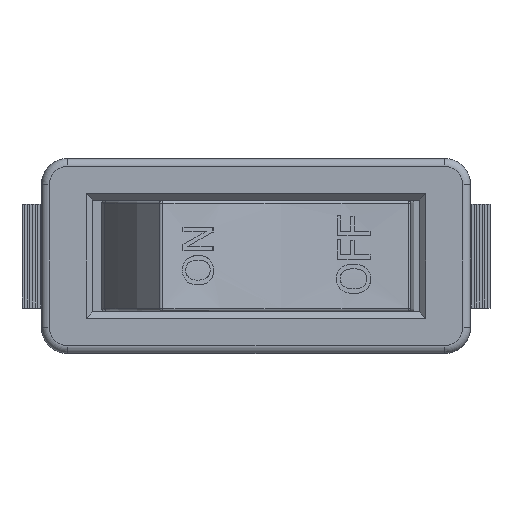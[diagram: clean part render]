
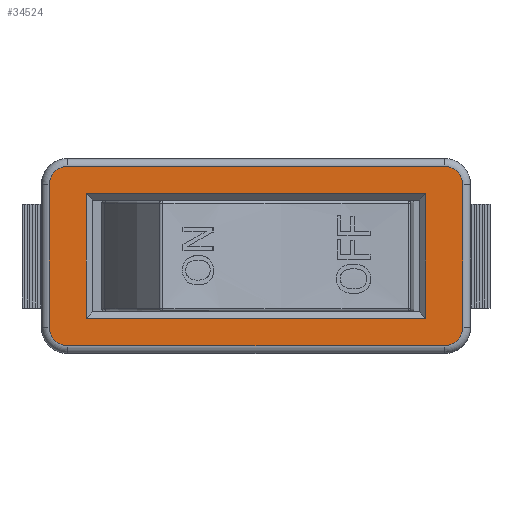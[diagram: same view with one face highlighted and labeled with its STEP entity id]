
A CAD part, top view. The second image highlights one B-rep face of the part: STEP entity #34524.
In plain terms, the highlighted planar face has unit normal (0, 0, 1).
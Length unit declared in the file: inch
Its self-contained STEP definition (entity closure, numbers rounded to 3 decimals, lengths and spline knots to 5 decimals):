
#34276=CARTESIAN_POINT('',(-0.51378,-0.18898,0.74803));
#34277=VERTEX_POINT('',#34276);
#34284=CARTESIAN_POINT('',(0.51378,-0.18898,0.74803));
#34285=VERTEX_POINT('',#34284);
#34286=CARTESIAN_POINT('',(-0.51378,-0.18898,0.74803));
#34287=DIRECTION('',(1.0,0.0,0.0));
#34288=VECTOR('',#34287,1.02756);
#34289=LINE('',#34286,#34288);
#34290=EDGE_CURVE('',#34277,#34285,#34289,.T.);
#34314=CARTESIAN_POINT('',(-0.51378,0.18898,0.74803));
#34315=VERTEX_POINT('',#34314);
#34322=CARTESIAN_POINT('',(-0.51378,0.18898,0.74803));
#34323=DIRECTION('',(0.0,-1.0,0.0));
#34324=VECTOR('',#34323,0.37795);
#34325=LINE('',#34322,#34324);
#34326=EDGE_CURVE('',#34315,#34277,#34325,.T.);
#34345=CARTESIAN_POINT('',(0.51378,0.18898,0.74803));
#34346=VERTEX_POINT('',#34345);
#34353=CARTESIAN_POINT('',(0.51378,0.18898,0.74803));
#34354=DIRECTION('',(-1.0,0.0,0.0));
#34355=VECTOR('',#34354,1.02756);
#34356=LINE('',#34353,#34355);
#34357=EDGE_CURVE('',#34346,#34315,#34356,.T.);
#34375=CARTESIAN_POINT('',(0.51378,-0.18898,0.74803));
#34376=DIRECTION('',(0.0,1.0,0.0));
#34377=VECTOR('',#34376,0.37795);
#34378=LINE('',#34375,#34377);
#34379=EDGE_CURVE('',#34285,#34346,#34378,.T.);
#34443=CARTESIAN_POINT('',(-0.68858,-0.29882,0.74803));
#34444=DIRECTION('',(0.0,0.0,1.0));
#34445=DIRECTION('',(1.0,0.0,0.0));
#34446=AXIS2_PLACEMENT_3D('',#34443,#34444,#34445);
#34447=PLANE('',#34446);
#34448=CARTESIAN_POINT('',(-0.62598,-0.21654,0.74803));
#34449=VERTEX_POINT('',#34448);
#34450=CARTESIAN_POINT('',(-0.62598,0.21654,0.74803));
#34451=VERTEX_POINT('',#34450);
#34452=CARTESIAN_POINT('',(-0.62598,-0.21654,0.74803));
#34453=DIRECTION('',(0.0,1.0,0.0));
#34454=VECTOR('',#34453,0.43307);
#34455=LINE('',#34452,#34454);
#34456=EDGE_CURVE('',#34449,#34451,#34455,.T.);
#34457=ORIENTED_EDGE('',*,*,#34456,.F.);
#34458=CARTESIAN_POINT('',(-0.57087,-0.27165,0.74803));
#34459=VERTEX_POINT('',#34458);
#34460=CARTESIAN_POINT('',(-0.57087,-0.21654,0.74803));
#34461=DIRECTION('',(0.0,0.0,-1.0));
#34462=DIRECTION('',(-0.707,-0.707,0.0));
#34463=AXIS2_PLACEMENT_3D('',#34460,#34461,#34462);
#34464=CIRCLE('',#34463,0.05512);
#34465=EDGE_CURVE('',#34459,#34449,#34464,.T.);
#34466=ORIENTED_EDGE('',*,*,#34465,.F.);
#34467=CARTESIAN_POINT('',(0.57087,-0.27165,0.74803));
#34468=VERTEX_POINT('',#34467);
#34469=CARTESIAN_POINT('',(0.57087,-0.27165,0.74803));
#34470=DIRECTION('',(-1.0,0.0,0.0));
#34471=VECTOR('',#34470,1.14173);
#34472=LINE('',#34469,#34471);
#34473=EDGE_CURVE('',#34468,#34459,#34472,.T.);
#34474=ORIENTED_EDGE('',*,*,#34473,.F.);
#34475=CARTESIAN_POINT('',(0.62598,-0.21654,0.74803));
#34476=VERTEX_POINT('',#34475);
#34477=CARTESIAN_POINT('',(0.57087,-0.21654,0.74803));
#34478=DIRECTION('',(0.0,0.0,-1.0));
#34479=DIRECTION('',(0.707,-0.707,0.0));
#34480=AXIS2_PLACEMENT_3D('',#34477,#34478,#34479);
#34481=CIRCLE('',#34480,0.05512);
#34482=EDGE_CURVE('',#34476,#34468,#34481,.T.);
#34483=ORIENTED_EDGE('',*,*,#34482,.F.);
#34484=CARTESIAN_POINT('',(0.62598,0.21654,0.74803));
#34485=VERTEX_POINT('',#34484);
#34486=CARTESIAN_POINT('',(0.62598,0.21654,0.74803));
#34487=DIRECTION('',(0.0,-1.0,0.0));
#34488=VECTOR('',#34487,0.43307);
#34489=LINE('',#34486,#34488);
#34490=EDGE_CURVE('',#34485,#34476,#34489,.T.);
#34491=ORIENTED_EDGE('',*,*,#34490,.F.);
#34492=CARTESIAN_POINT('',(0.57087,0.27165,0.74803));
#34493=VERTEX_POINT('',#34492);
#34494=CARTESIAN_POINT('',(0.57087,0.21654,0.74803));
#34495=DIRECTION('',(0.0,0.0,-1.0));
#34496=DIRECTION('',(0.707,0.707,0.0));
#34497=AXIS2_PLACEMENT_3D('',#34494,#34495,#34496);
#34498=CIRCLE('',#34497,0.05512);
#34499=EDGE_CURVE('',#34493,#34485,#34498,.T.);
#34500=ORIENTED_EDGE('',*,*,#34499,.F.);
#34501=CARTESIAN_POINT('',(-0.57087,0.27165,0.74803));
#34502=VERTEX_POINT('',#34501);
#34503=CARTESIAN_POINT('',(-0.57087,0.27165,0.74803));
#34504=DIRECTION('',(1.0,0.0,0.0));
#34505=VECTOR('',#34504,1.14173);
#34506=LINE('',#34503,#34505);
#34507=EDGE_CURVE('',#34502,#34493,#34506,.T.);
#34508=ORIENTED_EDGE('',*,*,#34507,.F.);
#34509=CARTESIAN_POINT('',(-0.57087,0.21654,0.74803));
#34510=DIRECTION('',(0.0,0.0,-1.0));
#34511=DIRECTION('',(-0.707,0.707,0.0));
#34512=AXIS2_PLACEMENT_3D('',#34509,#34510,#34511);
#34513=CIRCLE('',#34512,0.05512);
#34514=EDGE_CURVE('',#34451,#34502,#34513,.T.);
#34515=ORIENTED_EDGE('',*,*,#34514,.F.);
#34516=EDGE_LOOP('',(#34457,#34466,#34474,#34483,#34491,#34500,#34508,#34515));
#34517=FACE_OUTER_BOUND('',#34516,.T.);
#34518=ORIENTED_EDGE('',*,*,#34290,.F.);
#34519=ORIENTED_EDGE('',*,*,#34326,.F.);
#34520=ORIENTED_EDGE('',*,*,#34357,.F.);
#34521=ORIENTED_EDGE('',*,*,#34379,.F.);
#34522=EDGE_LOOP('',(#34518,#34519,#34520,#34521));
#34523=FACE_BOUND('',#34522,.T.);
#34524=ADVANCED_FACE('',(#34517,#34523),#34447,.T.);
